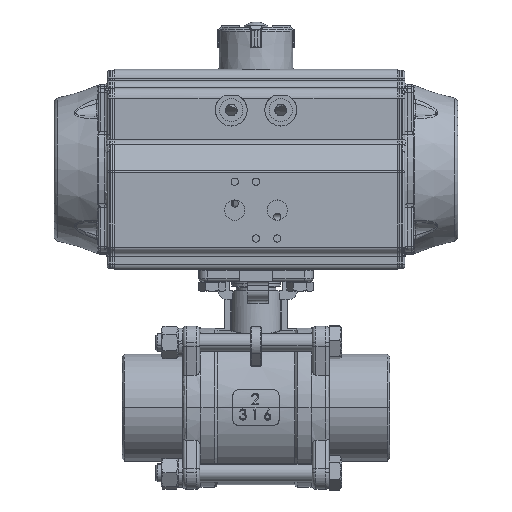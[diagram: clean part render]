
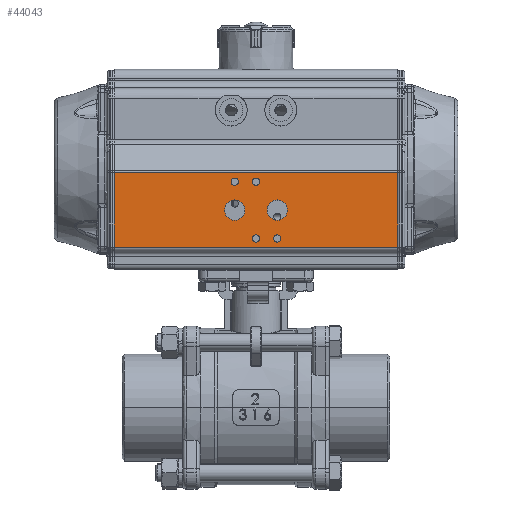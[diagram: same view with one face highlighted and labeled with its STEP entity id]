
A CAD part, top view. The second image highlights one B-rep face of the part: STEP entity #44043.
In plain terms, the highlighted face is planar.
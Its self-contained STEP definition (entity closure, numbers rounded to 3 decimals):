
#4913=LINE('',#90485,#7215);
#4927=LINE('',#90549,#7229);
#4943=LINE('',#90615,#7245);
#4944=LINE('',#90616,#7246);
#7215=VECTOR('',#54345,1000.);
#7229=VECTOR('',#54401,1000.);
#7245=VECTOR('',#54455,1000.);
#7246=VECTOR('',#54456,1000.);
#12885=ORIENTED_EDGE('',*,*,#24511,.F.);
#12886=ORIENTED_EDGE('',*,*,#24544,.T.);
#12887=ORIENTED_EDGE('',*,*,#24481,.T.);
#12888=ORIENTED_EDGE('',*,*,#24545,.T.);
#12889=ORIENTED_EDGE('',*,*,#24429,.T.);
#12890=ORIENTED_EDGE('',*,*,#24411,.T.);
#12891=ORIENTED_EDGE('',*,*,#24431,.T.);
#12892=ORIENTED_EDGE('',*,*,#24433,.T.);
#12893=ORIENTED_EDGE('',*,*,#24435,.T.);
#12894=ORIENTED_EDGE('',*,*,#24437,.T.);
#24411=EDGE_CURVE('',#30512,#30512,#34182,.T.);
#24429=EDGE_CURVE('',#30533,#30533,#34200,.T.);
#24431=EDGE_CURVE('',#30535,#30535,#34202,.T.);
#24433=EDGE_CURVE('',#30537,#30537,#34204,.T.);
#24435=EDGE_CURVE('',#30539,#30539,#34206,.T.);
#24437=EDGE_CURVE('',#30541,#30541,#34208,.T.);
#24481=EDGE_CURVE('',#30588,#30586,#4913,.T.);
#24511=EDGE_CURVE('',#30617,#30618,#4927,.T.);
#24544=EDGE_CURVE('',#30617,#30588,#4943,.T.);
#24545=EDGE_CURVE('',#30586,#30618,#4944,.T.);
#30512=VERTEX_POINT('',#90280);
#30533=VERTEX_POINT('',#90332);
#30535=VERTEX_POINT('',#90337);
#30537=VERTEX_POINT('',#90342);
#30539=VERTEX_POINT('',#90347);
#30541=VERTEX_POINT('',#90352);
#30586=VERTEX_POINT('',#90483);
#30588=VERTEX_POINT('',#90486);
#30617=VERTEX_POINT('',#90550);
#30618=VERTEX_POINT('',#90551);
#34182=CIRCLE('',#47645,5.723);
#34200=CIRCLE('',#47676,5.723);
#34202=CIRCLE('',#47679,2.067);
#34204=CIRCLE('',#47682,2.067);
#34206=CIRCLE('',#47685,2.067);
#34208=CIRCLE('',#47688,2.067);
#36794=EDGE_LOOP('',(#12885,#12886,#12887,#12888));
#36795=EDGE_LOOP('',(#12889));
#36796=EDGE_LOOP('',(#12890));
#36797=EDGE_LOOP('',(#12891));
#36798=EDGE_LOOP('',(#12892));
#36799=EDGE_LOOP('',(#12893));
#36800=EDGE_LOOP('',(#12894));
#40067=FACE_BOUND('',#36794,.T.);
#40068=FACE_BOUND('',#36795,.T.);
#40069=FACE_BOUND('',#36796,.T.);
#40070=FACE_BOUND('',#36797,.T.);
#40071=FACE_BOUND('',#36798,.T.);
#40072=FACE_BOUND('',#36799,.T.);
#40073=FACE_BOUND('',#36800,.T.);
#42720=PLANE('',#47798);
#44043=ADVANCED_FACE('',(#40067,#40068,#40069,#40070,#40071,#40072,#40073),
#42720,.T.);
#47645=AXIS2_PLACEMENT_3D('',#90279,#54117,#54118);
#47676=AXIS2_PLACEMENT_3D('',#90331,#54179,#54180);
#47679=AXIS2_PLACEMENT_3D('',#90336,#54185,#54186);
#47682=AXIS2_PLACEMENT_3D('',#90341,#54191,#54192);
#47685=AXIS2_PLACEMENT_3D('',#90346,#54197,#54198);
#47688=AXIS2_PLACEMENT_3D('',#90351,#54203,#54204);
#47798=AXIS2_PLACEMENT_3D('',#90614,#54453,#54454);
#54117=DIRECTION('',(-1.,0.,0.));
#54118=DIRECTION('',(0.,0.,-1.));
#54179=DIRECTION('',(-1.,0.,0.));
#54180=DIRECTION('',(0.,0.,-1.));
#54185=DIRECTION('',(-1.,0.,0.));
#54186=DIRECTION('',(0.,0.,-1.));
#54191=DIRECTION('',(-1.,0.,0.));
#54192=DIRECTION('',(0.,0.,-1.));
#54197=DIRECTION('',(-1.,0.,0.));
#54198=DIRECTION('',(0.,0.,-1.));
#54203=DIRECTION('',(-1.,0.,0.));
#54204=DIRECTION('',(0.,0.,-1.));
#54345=DIRECTION('',(0.,1.,0.));
#54401=DIRECTION('',(0.,1.,0.));
#54453=DIRECTION('',(1.,0.,0.));
#54454=DIRECTION('',(0.,1.,0.));
#54455=DIRECTION('',(0.,0.,-1.));
#54456=DIRECTION('',(0.,0.,1.));
#90279=CARTESIAN_POINT('',(56.5,-23.,92.));
#90280=CARTESIAN_POINT('',(56.5,-23.,86.278));
#90331=CARTESIAN_POINT('',(56.5,-23.,68.));
#90332=CARTESIAN_POINT('',(56.5,-23.,62.278));
#90336=CARTESIAN_POINT('',(56.5,-7.,92.));
#90337=CARTESIAN_POINT('',(56.5,-7.,89.933));
#90341=CARTESIAN_POINT('',(56.5,-39.,68.));
#90342=CARTESIAN_POINT('',(56.5,-39.,65.933));
#90346=CARTESIAN_POINT('',(56.5,-39.,80.));
#90347=CARTESIAN_POINT('',(56.5,-39.,77.933));
#90351=CARTESIAN_POINT('',(56.5,-7.,80.));
#90352=CARTESIAN_POINT('',(56.5,-7.,77.933));
#90483=CARTESIAN_POINT('',(56.5,-1.67,0.));
#90485=CARTESIAN_POINT('',(56.5,-2.866,0.));
#90486=CARTESIAN_POINT('',(56.5,-44.,0.));
#90549=CARTESIAN_POINT('',(56.5,-2.866,160.));
#90550=CARTESIAN_POINT('',(56.5,-44.,160.));
#90551=CARTESIAN_POINT('',(56.5,-1.67,160.));
#90614=CARTESIAN_POINT('',(56.5,-44.,0.));
#90615=CARTESIAN_POINT('',(56.5,-44.,0.));
#90616=CARTESIAN_POINT('',(56.5,-1.67,0.));
